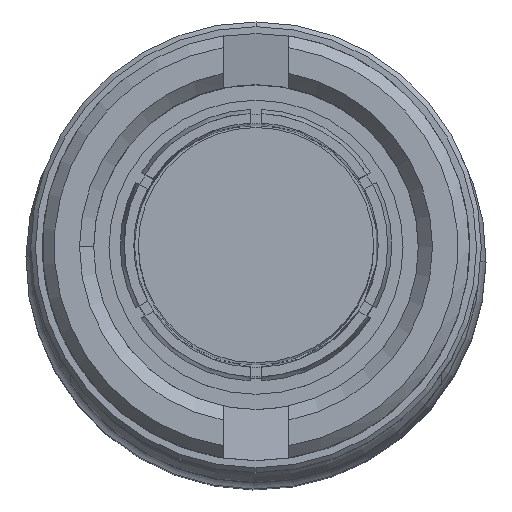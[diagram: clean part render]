
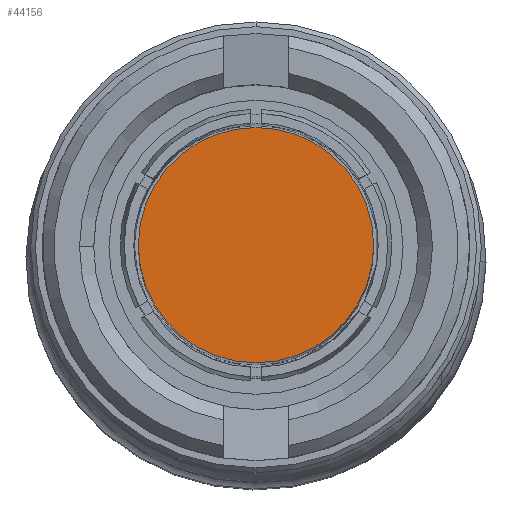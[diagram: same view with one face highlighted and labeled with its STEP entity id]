
A CAD part, top view. The second image highlights one B-rep face of the part: STEP entity #44156.
In plain terms, the highlighted face is planar.
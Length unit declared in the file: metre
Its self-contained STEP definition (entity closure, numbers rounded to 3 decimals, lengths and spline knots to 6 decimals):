
#3819 = AXIS2_PLACEMENT_3D ( 'NONE', #14593, #173754, #47373 ) ;
#14593 = CARTESIAN_POINT ( 'NONE',  ( -1.490157, 0., 0. ) ) ;
#22123 = ORIENTED_EDGE ( 'NONE', *, *, #27302, .F. ) ;
#27302 = EDGE_CURVE ( 'NONE', #143667, #57680, #167643, .T. ) ;
#27484 = CARTESIAN_POINT ( 'NONE',  ( -1.490157, 0., 0. ) ) ;
#28084 = AXIS2_PLACEMENT_3D ( 'NONE', #27484, #56258, #149788 ) ;
#28303 = VERTEX_POINT ( 'NONE', #52163 ) ;
#44156 = ADVANCED_FACE ( 'NONE', ( #168227 ), #133348, .T. ) ;
#47373 = DIRECTION ( 'NONE',  ( 0., 0., 1. ) ) ;
#48060 = DIRECTION ( 'NONE',  ( 0., 0., 1. ) ) ;
#52163 = CARTESIAN_POINT ( 'NONE',  ( -1.490157, -0.19685, 0. ) ) ;
#56258 = DIRECTION ( 'NONE',  ( -1., 0., 0. ) ) ;
#56897 = ORIENTED_EDGE ( 'NONE', *, *, #161615, .F. ) ;
#57680 = VERTEX_POINT ( 'NONE', #119556 ) ;
#60533 = DIRECTION ( 'NONE',  ( 1., 0., 0. ) ) ;
#74462 = AXIS2_PLACEMENT_3D ( 'NONE', #90337, #60533, #124196 ) ;
#78900 = CARTESIAN_POINT ( 'NONE',  ( -1.490157, 0., 0. ) ) ;
#90337 = CARTESIAN_POINT ( 'NONE',  ( -1.490157, 0., 0. ) ) ;
#111585 = CARTESIAN_POINT ( 'NONE',  ( -1.490157, 0.19685, 0. ) ) ;
#112113 = CIRCLE ( 'NONE', #3819, 0.19685 ) ;
#118333 = AXIS2_PLACEMENT_3D ( 'NONE', #78900, #126139, #48060 ) ;
#118621 = EDGE_CURVE ( 'NONE', #28303, #143667, #112113, .T. ) ;
#119556 = CARTESIAN_POINT ( 'NONE',  ( -1.490157, 0., 0.19685 ) ) ;
#122589 = ORIENTED_EDGE ( 'NONE', *, *, #118621, .F. ) ;
#124196 = DIRECTION ( 'NONE',  ( 0., 0., 1. ) ) ;
#126139 = DIRECTION ( 'NONE',  ( 1., 0., 0. ) ) ;
#133348 = PLANE ( 'NONE',  #28084 ) ;
#133567 = CIRCLE ( 'NONE', #74462, 0.19685 ) ;
#143667 = VERTEX_POINT ( 'NONE', #111585 ) ;
#149788 = DIRECTION ( 'NONE',  ( 0., 0., 1. ) ) ;
#161615 = EDGE_CURVE ( 'NONE', #57680, #28303, #133567, .T. ) ;
#167643 = CIRCLE ( 'NONE', #118333, 0.19685 ) ;
#168227 = FACE_OUTER_BOUND ( 'NONE', #169694, .T. ) ;
#169694 = EDGE_LOOP ( 'NONE', ( #122589, #56897, #22123 ) ) ;
#173754 = DIRECTION ( 'NONE',  ( 1., 0., 0. ) ) ;
